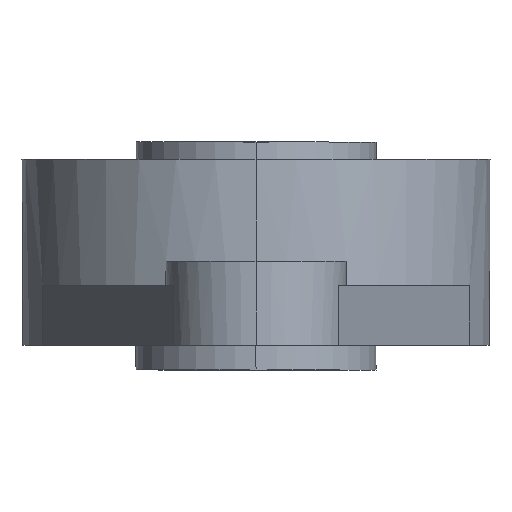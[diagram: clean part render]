
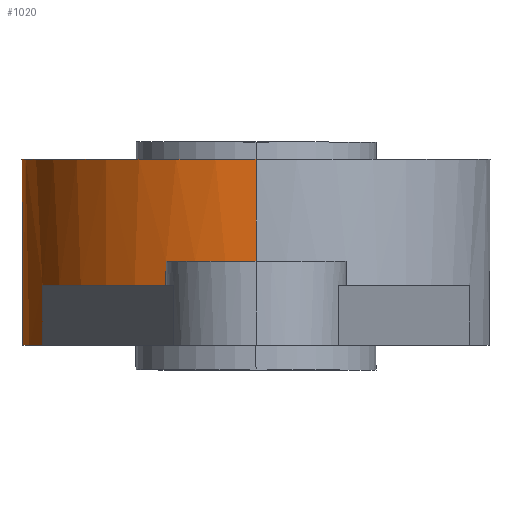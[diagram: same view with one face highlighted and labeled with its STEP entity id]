
A CAD part, left-side view. The second image highlights one B-rep face of the part: STEP entity #1020.
In plain terms, the highlighted cylindrical face has radius 39 mm (diameter 78 mm), a partial arc.
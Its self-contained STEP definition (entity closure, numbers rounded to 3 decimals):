
#6 = EDGE_CURVE ( 'NONE', #201, #634, #1064, .T. ) ;
#16 = AXIS2_PLACEMENT_3D ( 'NONE', #1186, #77, #266 ) ;
#24 = DIRECTION ( 'NONE',  ( 0., 0., -1. ) ) ;
#48 = EDGE_CURVE ( 'NONE', #362, #988, #926, .T. ) ;
#77 = DIRECTION ( 'NONE',  ( 0., 0., 1. ) ) ;
#88 = DIRECTION ( 'NONE',  ( -1., 0., 0. ) ) ;
#97 = ORIENTED_EDGE ( 'NONE', *, *, #866, .F. ) ;
#104 = DIRECTION ( 'NONE',  ( 0., 0., -1. ) ) ;
#106 = CARTESIAN_POINT ( 'NONE',  ( 16., 35.567, 10. ) ) ;
#109 = DIRECTION ( 'NONE',  ( 0., 0., -1. ) ) ;
#123 = ORIENTED_EDGE ( 'NONE', *, *, #1126, .F. ) ;
#169 = CARTESIAN_POINT ( 'NONE',  ( -36., 15., 44.269 ) ) ;
#172 = EDGE_CURVE ( 'NONE', #1000, #887, #427, .T. ) ;
#188 = CARTESIAN_POINT ( 'NONE',  ( -16., 35.567, 10. ) ) ;
#201 = VERTEX_POINT ( 'NONE', #106 ) ;
#203 = DIRECTION ( 'NONE',  ( 0., 0., -1. ) ) ;
#212 = CARTESIAN_POINT ( 'NONE',  ( 0., 0., 0. ) ) ;
#213 = CARTESIAN_POINT ( 'NONE',  ( 36., 15., 14. ) ) ;
#225 = AXIS2_PLACEMENT_3D ( 'NONE', #843, #1120, #748 ) ;
#239 = DIRECTION ( 'NONE',  ( 0., 0., 1. ) ) ;
#244 = ORIENTED_EDGE ( 'NONE', *, *, #469, .F. ) ;
#266 = DIRECTION ( 'NONE',  ( -1., 0., 0. ) ) ;
#269 = DIRECTION ( 'NONE',  ( 0., 0., -1. ) ) ;
#296 = AXIS2_PLACEMENT_3D ( 'NONE', #857, #109, #387 ) ;
#322 = ORIENTED_EDGE ( 'NONE', *, *, #6, .F. ) ;
#324 = CARTESIAN_POINT ( 'NONE',  ( 16., 35.567, 0. ) ) ;
#326 = CARTESIAN_POINT ( 'NONE',  ( -39., 0., 10. ) ) ;
#328 = CIRCLE ( 'NONE', #1160, 39. ) ;
#338 = CARTESIAN_POINT ( 'NONE',  ( 39., 0., 14. ) ) ;
#343 = ORIENTED_EDGE ( 'NONE', *, *, #426, .F. ) ;
#358 = DIRECTION ( 'NONE',  ( -1., 0., 0. ) ) ;
#362 = VERTEX_POINT ( 'NONE', #498 ) ;
#365 = ORIENTED_EDGE ( 'NONE', *, *, #819, .T. ) ;
#387 = DIRECTION ( 'NONE',  ( -1., 0., 0. ) ) ;
#391 = VERTEX_POINT ( 'NONE', #213 ) ;
#395 = VERTEX_POINT ( 'NONE', #324 ) ;
#406 = CARTESIAN_POINT ( 'NONE',  ( -39., 0., 14. ) ) ;
#426 = EDGE_CURVE ( 'NONE', #649, #988, #951, .T. ) ;
#427 = CIRCLE ( 'NONE', #296, 39. ) ;
#462 = CARTESIAN_POINT ( 'NONE',  ( 39., 0., 31. ) ) ;
#465 = DIRECTION ( 'NONE',  ( 0., 0., -1. ) ) ;
#469 = EDGE_CURVE ( 'NONE', #634, #391, #851, .T. ) ;
#483 = CARTESIAN_POINT ( 'NONE',  ( 0., 0., 31. ) ) ;
#484 = CIRCLE ( 'NONE', #16, 39. ) ;
#497 = CIRCLE ( 'NONE', #1127, 39. ) ;
#498 = CARTESIAN_POINT ( 'NONE',  ( -36., 15., 14. ) ) ;
#520 = VECTOR ( 'NONE', #269, 1000. ) ;
#537 = VECTOR ( 'NONE', #239, 1000. ) ;
#584 = VECTOR ( 'NONE', #1139, 1000. ) ;
#606 = FACE_OUTER_BOUND ( 'NONE', #1090, .T. ) ;
#620 = CARTESIAN_POINT ( 'NONE',  ( -39., 0., 31. ) ) ;
#621 = VECTOR ( 'NONE', #104, 1000. ) ;
#628 = ORIENTED_EDGE ( 'NONE', *, *, #172, .F. ) ;
#634 = VERTEX_POINT ( 'NONE', #1193 ) ;
#637 = AXIS2_PLACEMENT_3D ( 'NONE', #1023, #465, #88 ) ;
#639 = LINE ( 'NONE', #948, #584 ) ;
#649 = VERTEX_POINT ( 'NONE', #620 ) ;
#653 = EDGE_CURVE ( 'NONE', #1006, #391, #484, .T. ) ;
#705 = CARTESIAN_POINT ( 'NONE',  ( -36., 15., 10. ) ) ;
#718 = EDGE_CURVE ( 'NONE', #887, #1192, #880, .T. ) ;
#748 = DIRECTION ( 'NONE',  ( -1., 0., 0. ) ) ;
#755 = VECTOR ( 'NONE', #1071, 1000. ) ;
#780 = DIRECTION ( 'NONE',  ( -1., 0., 0. ) ) ;
#788 = ORIENTED_EDGE ( 'NONE', *, *, #48, .T. ) ;
#807 = CARTESIAN_POINT ( 'NONE',  ( 36., 15., 44.269 ) ) ;
#813 = DIRECTION ( 'NONE',  ( 0., 0., -1. ) ) ;
#819 = EDGE_CURVE ( 'NONE', #649, #1189, #497, .T. ) ;
#826 = ORIENTED_EDGE ( 'NONE', *, *, #967, .T. ) ;
#843 = CARTESIAN_POINT ( 'NONE',  ( 0., 0., 14. ) ) ;
#851 = LINE ( 'NONE', #807, #537 ) ;
#857 = CARTESIAN_POINT ( 'NONE',  ( 0., 0., 10. ) ) ;
#860 = EDGE_CURVE ( 'NONE', #201, #395, #639, .T. ) ;
#863 = CYLINDRICAL_SURFACE ( 'NONE', #1100, 39. ) ;
#866 = EDGE_CURVE ( 'NONE', #1192, #395, #328, .T. ) ;
#869 = CARTESIAN_POINT ( 'NONE',  ( -16., 35.567, 10. ) ) ;
#880 = LINE ( 'NONE', #188, #621 ) ;
#887 = VERTEX_POINT ( 'NONE', #869 ) ;
#893 = ORIENTED_EDGE ( 'NONE', *, *, #653, .T. ) ;
#915 = CARTESIAN_POINT ( 'NONE',  ( 0., 0., 10. ) ) ;
#926 = CIRCLE ( 'NONE', #225, 39. ) ;
#943 = ORIENTED_EDGE ( 'NONE', *, *, #860, .T. ) ;
#948 = CARTESIAN_POINT ( 'NONE',  ( 16., 35.567, 10. ) ) ;
#951 = LINE ( 'NONE', #326, #755 ) ;
#967 = EDGE_CURVE ( 'NONE', #1189, #1006, #1117, .T. ) ;
#988 = VERTEX_POINT ( 'NONE', #406 ) ;
#1000 = VERTEX_POINT ( 'NONE', #705 ) ;
#1006 = VERTEX_POINT ( 'NONE', #338 ) ;
#1020 = ADVANCED_FACE ( 'NONE', ( #606 ), #863, .T. ) ;
#1023 = CARTESIAN_POINT ( 'NONE',  ( 0., 0., 10. ) ) ;
#1050 = DIRECTION ( 'NONE',  ( 1., 0., 0. ) ) ;
#1064 = CIRCLE ( 'NONE', #637, 39. ) ;
#1071 = DIRECTION ( 'NONE',  ( 0., 0., -1. ) ) ;
#1085 = LINE ( 'NONE', #169, #520 ) ;
#1089 = CARTESIAN_POINT ( 'NONE',  ( 39., 0., 10. ) ) ;
#1090 = EDGE_LOOP ( 'NONE', ( #365, #826, #893, #244, #322, #943, #97, #1138, #628, #123, #788, #343 ) ) ;
#1100 = AXIS2_PLACEMENT_3D ( 'NONE', #915, #1198, #358 ) ;
#1117 = LINE ( 'NONE', #1089, #1132 ) ;
#1120 = DIRECTION ( 'NONE',  ( 0., 0., 1. ) ) ;
#1126 = EDGE_CURVE ( 'NONE', #362, #1000, #1085, .T. ) ;
#1127 = AXIS2_PLACEMENT_3D ( 'NONE', #483, #24, #780 ) ;
#1132 = VECTOR ( 'NONE', #813, 1000. ) ;
#1138 = ORIENTED_EDGE ( 'NONE', *, *, #718, .F. ) ;
#1139 = DIRECTION ( 'NONE',  ( 0., 0., -1. ) ) ;
#1160 = AXIS2_PLACEMENT_3D ( 'NONE', #212, #203, #1050 ) ;
#1186 = CARTESIAN_POINT ( 'NONE',  ( 0., 0., 14. ) ) ;
#1189 = VERTEX_POINT ( 'NONE', #462 ) ;
#1192 = VERTEX_POINT ( 'NONE', #1213 ) ;
#1193 = CARTESIAN_POINT ( 'NONE',  ( 36., 15., 10. ) ) ;
#1198 = DIRECTION ( 'NONE',  ( 0., 0., -1. ) ) ;
#1213 = CARTESIAN_POINT ( 'NONE',  ( -16., 35.567, 0. ) ) ;
